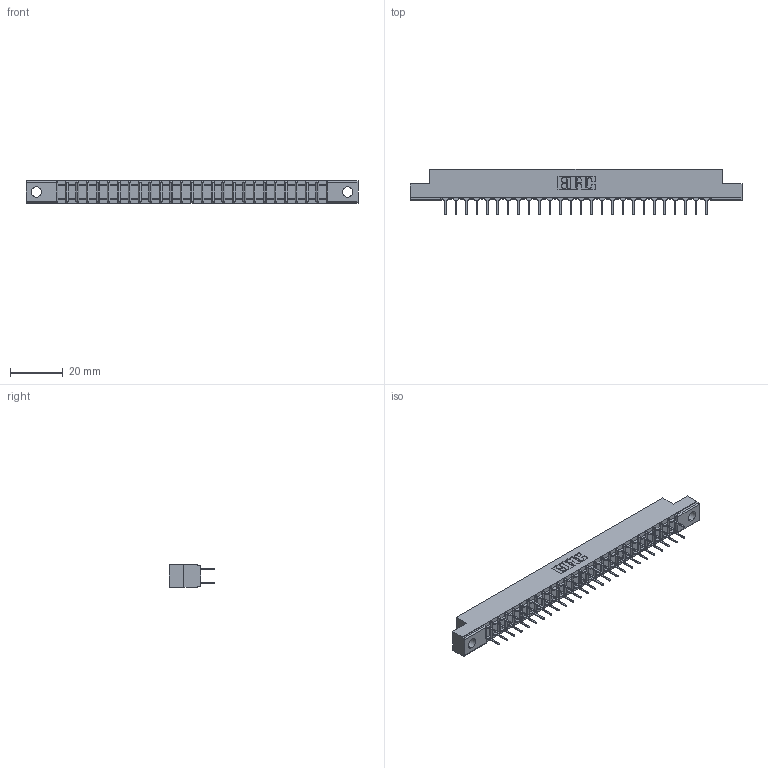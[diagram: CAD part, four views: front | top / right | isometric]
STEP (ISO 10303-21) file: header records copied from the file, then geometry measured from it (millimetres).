
FILE_DESCRIPTION (( 'STEP AP203' ), '1' );
FILE_NAME ('357-052-524-204.STEP', '2018-08-11T15:42:45', ( '' ), ( '' ), 'SwSTEP 2.0', 'SolidWorks 2016', '' );
FILE_SCHEMA (( 'CONFIG_CONTROL_DESIGN' ));
Length unit declared in the file: inch
Products named in the file (3): 307-290-001_524; 357-052-524-204; 307 Part_.156 Dia Mounting Holes
Assembly tree (53 placements, depth 2):
  357-052-524-204
    307 Part_.156 Dia Mounting Holes
    307-290-001_524  x52
Bounding box: 126.03 x 17.42 x 8.71 mm (x, y, z)
Volume: 8120.8 mm3; surface area: 14351.7 mm2
Topology: 53 solids, 53 shells, 2551 faces, 7119 edges, 4602 vertices
Faces by surface type: plane 1696, cylinder 801, sphere 54
Entity records: 25480 total; most frequent: CARTESIAN_POINT 4176, ORIENTED_EDGE 4134, DIRECTION 4089, EDGE_CURVE 2067, VECTOR 1587, LINE 1587, VERTEX_POINT 1338, AXIS2_PLACEMENT_3D 1251
